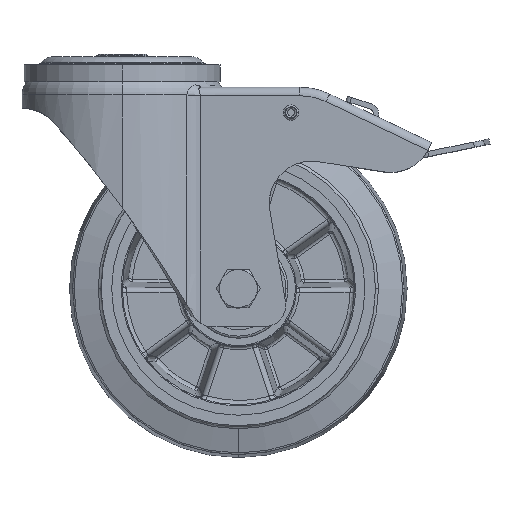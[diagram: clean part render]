
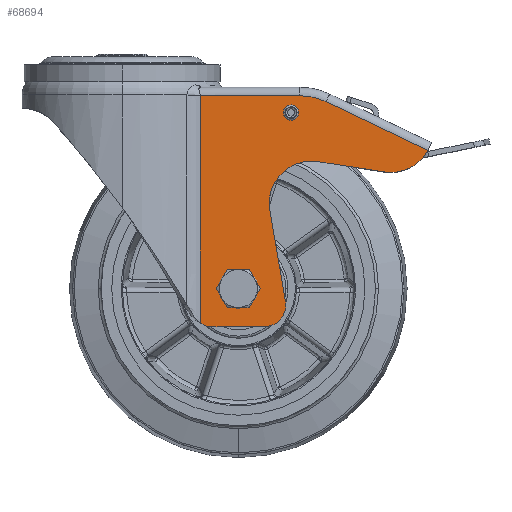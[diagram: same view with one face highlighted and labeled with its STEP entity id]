
A CAD part, top view. The second image highlights one B-rep face of the part: STEP entity #68694.
In plain terms, the highlighted planar face has unit normal (0, 0, 1).
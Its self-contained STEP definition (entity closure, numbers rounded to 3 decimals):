
#312 = CIRCLE ( 'NONE', #74168, 10. ) ;
#1079 = CARTESIAN_POINT ( 'NONE',  ( 127.267, -35.95, 34. ) ) ;
#1282 = AXIS2_PLACEMENT_3D ( 'NONE', #76994, #57686, #70291 ) ;
#1347 = CARTESIAN_POINT ( 'NONE',  ( 55., -111., 34. ) ) ;
#2167 = DIRECTION ( 'NONE',  ( 0., 0., 1. ) ) ;
#2209 = CARTESIAN_POINT ( 'NONE',  ( 42.504, -129., 34. ) ) ;
#2586 = DIRECTION ( 'NONE',  ( 1., 0., 0. ) ) ;
#2626 = CARTESIAN_POINT ( 'NONE',  ( 144.865, -45.452, 34. ) ) ;
#2919 = CARTESIAN_POINT ( 'NONE',  ( 37.016, -55.52, 34. ) ) ;
#3160 = VERTEX_POINT ( 'NONE', #48060 ) ;
#4227 = DIRECTION ( 'NONE',  ( -1., 0., 0. ) ) ;
#4349 = ORIENTED_EDGE ( 'NONE', *, *, #50239, .F. ) ;
#4746 = VERTEX_POINT ( 'NONE', #43384 ) ;
#4790 = EDGE_CURVE ( 'NONE', #42990, #61821, #33496, .T. ) ;
#5510 = CARTESIAN_POINT ( 'NONE',  ( 80., -27.6, 34. ) ) ;
#6480 = DIRECTION ( 'NONE',  ( 0., 0., -1. ) ) ;
#7113 = EDGE_CURVE ( 'NONE', #69582, #42990, #312, .T. ) ;
#7982 = DIRECTION ( 'NONE',  ( 0.903, -0.431, 0. ) ) ;
#8505 = DIRECTION ( 'NONE',  ( 0., 0., 1. ) ) ;
#9392 = CIRCLE ( 'NONE', #1282, 20. ) ;
#9900 = VERTEX_POINT ( 'NONE', #2626 ) ;
#11182 = FACE_BOUND ( 'NONE', #35175, .T. ) ;
#11494 = ORIENTED_EDGE ( 'NONE', *, *, #24961, .F. ) ;
#11522 = ORIENTED_EDGE ( 'NONE', *, *, #16593, .F. ) ;
#11571 = VECTOR ( 'NONE', #22219, 1000. ) ;
#12115 = CIRCLE ( 'NONE', #17506, 2.6 ) ;
#12995 = CIRCLE ( 'NONE', #23699, 6.1 ) ;
#15247 = EDGE_CURVE ( 'NONE', #72532, #58361, #12995, .T. ) ;
#15277 = DIRECTION ( 'NONE',  ( 0.986, 0.168, 0. ) ) ;
#15985 = CARTESIAN_POINT ( 'NONE',  ( 42.504, -119., 34. ) ) ;
#16266 = DIRECTION ( 'NONE',  ( 0., 0., 1. ) ) ;
#16350 = ORIENTED_EDGE ( 'NONE', *, *, #32977, .F. ) ;
#16373 = LINE ( 'NONE', #73149, #54506 ) ;
#16593 = EDGE_CURVE ( 'NONE', #51754, #58917, #22650, .T. ) ;
#16604 = CARTESIAN_POINT ( 'NONE',  ( 92.741, -50.836, 34. ) ) ;
#16966 = CIRCLE ( 'NONE', #45078, 29. ) ;
#17212 = CARTESIAN_POINT ( 'NONE',  ( 124.202, -55.714, 34. ) ) ;
#17314 = AXIS2_PLACEMENT_3D ( 'NONE', #15985, #21411, #72753 ) ;
#17506 = AXIS2_PLACEMENT_3D ( 'NONE', #5510, #38325, #64030 ) ;
#19649 = EDGE_CURVE ( 'NONE', #3160, #69582, #16373, .T. ) ;
#19797 = ORIENTED_EDGE ( 'NONE', *, *, #71257, .F. ) ;
#21232 = DIRECTION ( 'NONE',  ( 0.88, -0.475, 0. ) ) ;
#21411 = DIRECTION ( 'NONE',  ( 0., 0., -1. ) ) ;
#21836 = CARTESIAN_POINT ( 'NONE',  ( 37.016, -91.44, 34. ) ) ;
#22219 = DIRECTION ( 'NONE',  ( -0.988, 0.153, 0. ) ) ;
#22348 = EDGE_CURVE ( 'NONE', #9900, #51754, #63337, .T. ) ;
#22634 = DIRECTION ( 'NONE',  ( -1., 0., 0. ) ) ;
#22650 = LINE ( 'NONE', #17212, #11571 ) ;
#22883 = CARTESIAN_POINT ( 'NONE',  ( 77.362, -117.317, 34. ) ) ;
#22950 = CARTESIAN_POINT ( 'NONE',  ( 80., -27.6, 34. ) ) ;
#23449 = VERTEX_POINT ( 'NONE', #47442 ) ;
#23699 = AXIS2_PLACEMENT_3D ( 'NONE', #40877, #8505, #45918 ) ;
#24961 = EDGE_CURVE ( 'NONE', #23449, #32661, #12115, .T. ) ;
#25551 = ORIENTED_EDGE ( 'NONE', *, *, #15247, .F. ) ;
#25677 = AXIS2_PLACEMENT_3D ( 'NONE', #1079, #41446, #21232 ) ;
#27112 = ORIENTED_EDGE ( 'NONE', *, *, #19649, .F. ) ;
#27516 = VERTEX_POINT ( 'NONE', #78005 ) ;
#29429 = CARTESIAN_POINT ( 'NONE',  ( 37.015, -19.6, 34. ) ) ;
#30354 = CARTESIAN_POINT ( 'NONE',  ( 84.103, -19.6, 34. ) ) ;
#30934 = CIRCLE ( 'NONE', #37684, 2.6 ) ;
#32661 = VERTEX_POINT ( 'NONE', #61331 ) ;
#32977 = EDGE_CURVE ( 'NONE', #78466, #76577, #66527, .T. ) ;
#33496 = CIRCLE ( 'NONE', #17314, 10. ) ;
#34980 = CARTESIAN_POINT ( 'NONE',  ( 69.962, -73.965, 34. ) ) ;
#35175 = EDGE_LOOP ( 'NONE', ( #11494, #19797 ) ) ;
#36457 = DIRECTION ( 'NONE',  ( 0., 0., 1. ) ) ;
#36701 = ORIENTED_EDGE ( 'NONE', *, *, #4790, .F. ) ;
#37684 = AXIS2_PLACEMENT_3D ( 'NONE', #22950, #16266, #74674 ) ;
#38325 = DIRECTION ( 'NONE',  ( 0., 0., 1. ) ) ;
#39286 = CARTESIAN_POINT ( 'NONE',  ( 84.103, -48.6, 34. ) ) ;
#40511 = DIRECTION ( 'NONE',  ( 0., 0., -1. ) ) ;
#40877 = CARTESIAN_POINT ( 'NONE',  ( 55., -111., 34. ) ) ;
#41418 = DIRECTION ( 'NONE',  ( 0., -1., 0. ) ) ;
#41446 = DIRECTION ( 'NONE',  ( 0., 0., -1. ) ) ;
#42537 = VERTEX_POINT ( 'NONE', #30354 ) ;
#42990 = VERTEX_POINT ( 'NONE', #2209 ) ;
#43384 = CARTESIAN_POINT ( 'NONE',  ( 96.588, -22.425, 34. ) ) ;
#43464 = ORIENTED_EDGE ( 'NONE', *, *, #22348, .F. ) ;
#43740 = LINE ( 'NONE', #69397, #61088 ) ;
#43856 = AXIS2_PLACEMENT_3D ( 'NONE', #49371, #36457, #62470 ) ;
#44188 = ORIENTED_EDGE ( 'NONE', *, *, #82331, .F. ) ;
#44524 = CARTESIAN_POINT ( 'NONE',  ( 69.962, -73.965, 34. ) ) ;
#45078 = AXIS2_PLACEMENT_3D ( 'NONE', #39286, #6480, #70398 ) ;
#45088 = AXIS2_PLACEMENT_3D ( 'NONE', #1347, #2167, #2586 ) ;
#45120 = ORIENTED_EDGE ( 'NONE', *, *, #59608, .T. ) ;
#45918 = DIRECTION ( 'NONE',  ( -1., 0., 0. ) ) ;
#46605 = ORIENTED_EDGE ( 'NONE', *, *, #53810, .F. ) ;
#47442 = CARTESIAN_POINT ( 'NONE',  ( 77.4, -27.6, 34. ) ) ;
#48060 = CARTESIAN_POINT ( 'NONE',  ( 67.504, -129., 34. ) ) ;
#48953 = FACE_OUTER_BOUND ( 'NONE', #63788, .T. ) ;
#49371 = CARTESIAN_POINT ( 'NONE',  ( 0., -165.6, 34. ) ) ;
#49529 = EDGE_CURVE ( 'NONE', #42537, #27516, #43740, .T. ) ;
#50239 = EDGE_CURVE ( 'NONE', #76577, #3160, #75950, .T. ) ;
#51754 = VERTEX_POINT ( 'NONE', #65280 ) ;
#51841 = CARTESIAN_POINT ( 'NONE',  ( 61.1, -111., 34. ) ) ;
#52359 = B_SPLINE_CURVE_WITH_KNOTS ( 'NONE', 3,
 ( #29429, #2919, #21836, #63412 ),
 .UNSPECIFIED., .F., .F.,
 ( 4, 4 ),
 ( 0., 1. ),
 .UNSPECIFIED. ) ;
#53099 = CARTESIAN_POINT ( 'NONE',  ( 67.504, -119., 34. ) ) ;
#53810 = EDGE_CURVE ( 'NONE', #58917, #78466, #9392, .T. ) ;
#53878 = DIRECTION ( 'NONE',  ( 0.168, -0.986, 0. ) ) ;
#54506 = VECTOR ( 'NONE', #22634, 1000. ) ;
#56540 = ORIENTED_EDGE ( 'NONE', *, *, #7113, .F. ) ;
#56988 = PLANE ( 'NONE',  #43856 ) ;
#57686 = DIRECTION ( 'NONE',  ( 0., 0., 1. ) ) ;
#58361 = VERTEX_POINT ( 'NONE', #51841 ) ;
#58749 = VECTOR ( 'NONE', #53878, 1000. ) ;
#58917 = VERTEX_POINT ( 'NONE', #16604 ) ;
#59608 = EDGE_CURVE ( 'NONE', #27516, #61821, #52359, .T. ) ;
#60544 = CARTESIAN_POINT ( 'NONE',  ( 48.9, -111., 34. ) ) ;
#61088 = VECTOR ( 'NONE', #4227, 1000. ) ;
#61331 = CARTESIAN_POINT ( 'NONE',  ( 82.6, -27.6, 34. ) ) ;
#61634 = VECTOR ( 'NONE', #7982, 1000. ) ;
#61821 = VERTEX_POINT ( 'NONE', #81147 ) ;
#62470 = DIRECTION ( 'NONE',  ( 1., 0., 0. ) ) ;
#62512 = AXIS2_PLACEMENT_3D ( 'NONE', #53099, #40511, #15277 ) ;
#63337 = CIRCLE ( 'NONE', #25677, 20. ) ;
#63412 = CARTESIAN_POINT ( 'NONE',  ( 37.017, -127.36, 34. ) ) ;
#63788 = EDGE_LOOP ( 'NONE', ( #4349, #16350, #46605, #11522, #43464, #44188, #68859, #82434, #45120, #36701, #56540, #27112 ) ) ;
#64030 = DIRECTION ( 'NONE',  ( -1., 0., 0. ) ) ;
#65280 = CARTESIAN_POINT ( 'NONE',  ( 124.202, -55.714, 34. ) ) ;
#66445 = CARTESIAN_POINT ( 'NONE',  ( 96.588, -22.425, 34. ) ) ;
#66527 = LINE ( 'NONE', #34980, #58749 ) ;
#68694 = ADVANCED_FACE ( 'NONE', ( #11182, #69185, #48953 ), #56988, .T. ) ;
#68859 = ORIENTED_EDGE ( 'NONE', *, *, #78785, .F. ) ;
#68885 = ORIENTED_EDGE ( 'NONE', *, *, #74493, .F. ) ;
#69185 = FACE_BOUND ( 'NONE', #74063, .T. ) ;
#69397 = CARTESIAN_POINT ( 'NONE',  ( 84.103, -19.6, 34. ) ) ;
#69582 = VERTEX_POINT ( 'NONE', #71538 ) ;
#70291 = DIRECTION ( 'NONE',  ( 0.153, 0.988, 0. ) ) ;
#70398 = DIRECTION ( 'NONE',  ( 0., 1., 0. ) ) ;
#71257 = EDGE_CURVE ( 'NONE', #32661, #23449, #30934, .T. ) ;
#71538 = CARTESIAN_POINT ( 'NONE',  ( 42.504, -129., 34. ) ) ;
#71885 = LINE ( 'NONE', #66445, #61634 ) ;
#72532 = VERTEX_POINT ( 'NONE', #60544 ) ;
#72753 = DIRECTION ( 'NONE',  ( 0., -1., 0. ) ) ;
#73149 = CARTESIAN_POINT ( 'NONE',  ( 67.504, -129., 34. ) ) ;
#74063 = EDGE_LOOP ( 'NONE', ( #25551, #68885 ) ) ;
#74168 = AXIS2_PLACEMENT_3D ( 'NONE', #80934, #81314, #41418 ) ;
#74493 = EDGE_CURVE ( 'NONE', #58361, #72532, #81333, .T. ) ;
#74674 = DIRECTION ( 'NONE',  ( 1., 0., 0. ) ) ;
#75950 = CIRCLE ( 'NONE', #62512, 10. ) ;
#76577 = VERTEX_POINT ( 'NONE', #22883 ) ;
#76994 = CARTESIAN_POINT ( 'NONE',  ( 89.677, -70.6, 34. ) ) ;
#78005 = CARTESIAN_POINT ( 'NONE',  ( 37.015, -19.6, 34. ) ) ;
#78466 = VERTEX_POINT ( 'NONE', #44524 ) ;
#78785 = EDGE_CURVE ( 'NONE', #42537, #4746, #16966, .T. ) ;
#80934 = CARTESIAN_POINT ( 'NONE',  ( 42.504, -119., 34. ) ) ;
#81147 = CARTESIAN_POINT ( 'NONE',  ( 37.017, -127.36, 34. ) ) ;
#81314 = DIRECTION ( 'NONE',  ( 0., 0., -1. ) ) ;
#81333 = CIRCLE ( 'NONE', #45088, 6.1 ) ;
#82331 = EDGE_CURVE ( 'NONE', #4746, #9900, #71885, .T. ) ;
#82434 = ORIENTED_EDGE ( 'NONE', *, *, #49529, .T. ) ;
